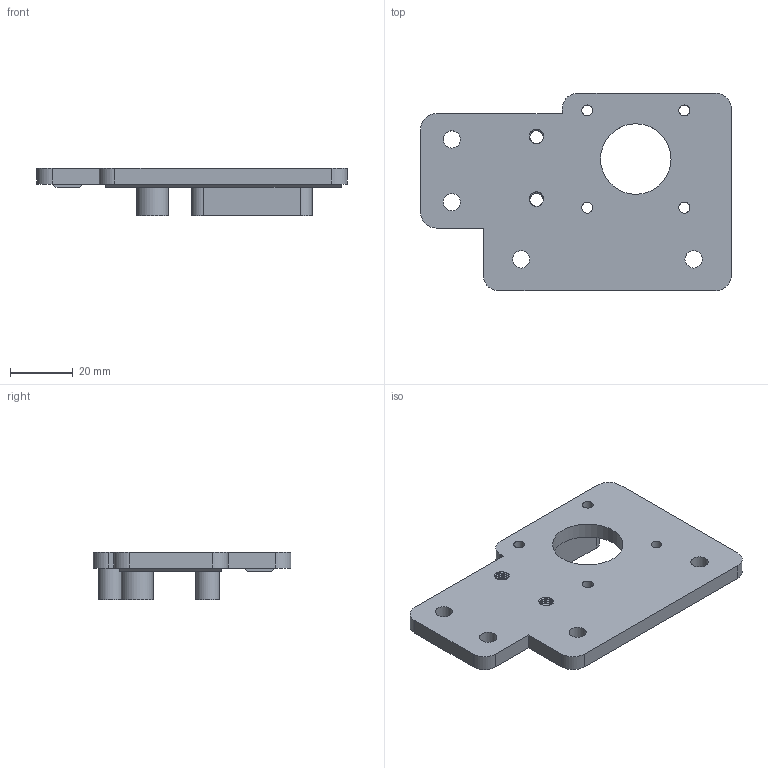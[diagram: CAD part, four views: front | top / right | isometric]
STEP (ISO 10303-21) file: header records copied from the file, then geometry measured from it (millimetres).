
FILE_DESCRIPTION(('FreeCAD Model'),'2;1');
FILE_NAME('Open CASCADE Shape Model','2023-02-10T14:36:55',(''),(''), 'Open CASCADE STEP processor 7.6','FreeCAD','Unknown');
FILE_SCHEMA(('AUTOMOTIVE_DESIGN { 1 0 10303 214 1 1 1 1 }'));
Length unit declared in the file: millimetre
Products named in the file (3): B_Bottom; LCS_0004; Body004
Assembly tree (3 placements, depth 2):
  B_Bottom
    LCS_0004  x2
    Body004
Bounding box: 99.2 x 63 x 15 mm (x, y, z)
Volume: 31356.8 mm3; surface area: 15459.7 mm2
Topology: 1 solids, 1 shells, 109 faces, 253 edges, 152 vertices
Faces by surface type: bspline 46, cylinder 35, plane 28
Full cylindrical faces by diameter (mm): 3.5 x4, 4.224 x10, 5.5 x5, 10.2 x1, 22.5 x1
Entity records: 16699 total; most frequent: CARTESIAN_POINT 11757, DIRECTION 721, ORIENTED_EDGE 506, PCURVE 506, DEFINITIONAL_REPRESENTATION 506, LINE 465, VECTOR 465, EDGE_CURVE 253
